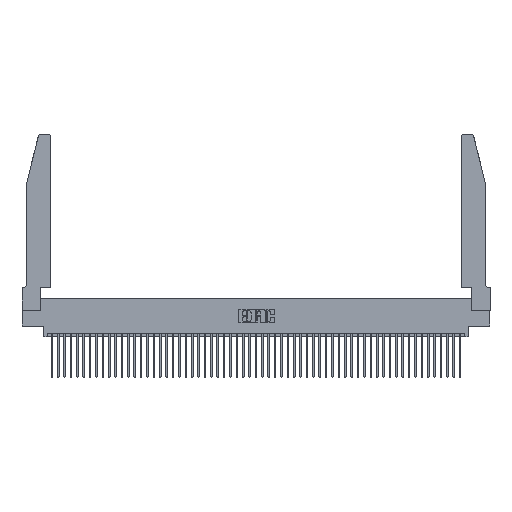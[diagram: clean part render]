
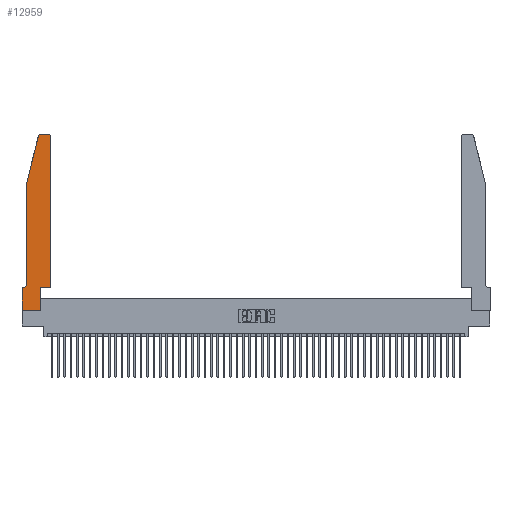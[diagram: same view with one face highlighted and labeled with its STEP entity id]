
A CAD part, top view. The second image highlights one B-rep face of the part: STEP entity #12959.
In plain terms, the highlighted planar face has unit normal (0, 0, 1).
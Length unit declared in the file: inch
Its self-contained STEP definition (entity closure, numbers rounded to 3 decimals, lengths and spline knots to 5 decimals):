
#602 = FACE_OUTER_BOUND ( 'NONE', #784, .T. ) ;
#757 = DIRECTION ( 'NONE',  ( -0.239, -0.971, 0. ) ) ;
#784 = EDGE_LOOP ( 'NONE', ( #8519, #6006, #6665, #30350, #27651, #38056, #41017, #25842, #28797, #6712, #6632, #52001 ) ) ;
#1013 = AXIS2_PLACEMENT_3D ( 'NONE', #45414, #8881, #13522 ) ;
#2117 = VERTEX_POINT ( 'NONE', #20184 ) ;
#4167 = CIRCLE ( 'NONE', #1013, 0.03 ) ;
#4373 = VECTOR ( 'NONE', #757, 39.37008 ) ;
#4460 = CARTESIAN_POINT ( 'NONE',  ( 0., 0.35, 0.37 ) ) ;
#4491 = CARTESIAN_POINT ( 'NONE',  ( 0.4205, 2.72, 0.37 ) ) ;
#4782 = CARTESIAN_POINT ( 'NONE',  ( 0., 0., 0.37 ) ) ;
#5092 = EDGE_CURVE ( 'NONE', #8397, #10573, #15150, .T. ) ;
#5544 = VECTOR ( 'NONE', #35855, 39.37008 ) ;
#6006 = ORIENTED_EDGE ( 'NONE', *, *, #14713, .T. ) ;
#6316 = LINE ( 'NONE', #49863, #34339 ) ;
#6408 = VERTEX_POINT ( 'NONE', #9241 ) ;
#6632 = ORIENTED_EDGE ( 'NONE', *, *, #25810, .T. ) ;
#6665 = ORIENTED_EDGE ( 'NONE', *, *, #13066, .T. ) ;
#6712 = ORIENTED_EDGE ( 'NONE', *, *, #47015, .T. ) ;
#7177 = CARTESIAN_POINT ( 'NONE',  ( 0., 0., 0.37 ) ) ;
#7372 = PLANE ( 'NONE',  #7403 ) ;
#7399 = VERTEX_POINT ( 'NONE', #44058 ) ;
#7403 = AXIS2_PLACEMENT_3D ( 'NONE', #11463, #15914, #44107 ) ;
#7723 = CARTESIAN_POINT ( 'NONE',  ( 0.2865, 0.35, 0.37 ) ) ;
#8397 = VERTEX_POINT ( 'NONE', #37200 ) ;
#8519 = ORIENTED_EDGE ( 'NONE', *, *, #13947, .T. ) ;
#8637 = CARTESIAN_POINT ( 'NONE',  ( 0.4505, 0.35, 0.37 ) ) ;
#8881 = DIRECTION ( 'NONE',  ( 0., 0., 1. ) ) ;
#9241 = CARTESIAN_POINT ( 'NONE',  ( 0.0755, 2., 0.37 ) ) ;
#10573 = VERTEX_POINT ( 'NONE', #4460 ) ;
#11463 = CARTESIAN_POINT ( 'NONE',  ( 0., 0.35, 0.37 ) ) ;
#11778 = CARTESIAN_POINT ( 'NONE',  ( 0.0755, 0.42, 0.37 ) ) ;
#12959 = ADVANCED_FACE ( 'NONE', ( #602 ), #7372, .T. ) ;
#13066 = EDGE_CURVE ( 'NONE', #42427, #6408, #34358, .T. ) ;
#13522 = DIRECTION ( 'NONE',  ( 1., 0., 0. ) ) ;
#13947 = EDGE_CURVE ( 'NONE', #33760, #30344, #51477, .T. ) ;
#14099 = EDGE_CURVE ( 'NONE', #10573, #2117, #38659, .T. ) ;
#14264 = EDGE_CURVE ( 'NONE', #6408, #45677, #28457, .T. ) ;
#14471 = VECTOR ( 'NONE', #49473, 39.37008 ) ;
#14713 = EDGE_CURVE ( 'NONE', #30344, #42427, #4167, .T. ) ;
#15096 = VECTOR ( 'NONE', #43501, 39.37008 ) ;
#15150 = LINE ( 'NONE', #44001, #25995 ) ;
#15629 = AXIS2_PLACEMENT_3D ( 'NONE', #4491, #20929, #17345 ) ;
#15914 = DIRECTION ( 'NONE',  ( 0., 0., 1. ) ) ;
#16460 = CARTESIAN_POINT ( 'NONE',  ( 0.0755, 2., 0.37 ) ) ;
#17345 = DIRECTION ( 'NONE',  ( 1., 0., 0. ) ) ;
#20184 = CARTESIAN_POINT ( 'NONE',  ( 0., 0., 0.37 ) ) ;
#20497 = VERTEX_POINT ( 'NONE', #51469 ) ;
#20929 = DIRECTION ( 'NONE',  ( 0., 0., 1. ) ) ;
#21182 = CARTESIAN_POINT ( 'NONE',  ( 0.284, 2.75, 0.37 ) ) ;
#21621 = VERTEX_POINT ( 'NONE', #32584 ) ;
#22158 = CARTESIAN_POINT ( 'NONE',  ( 0.2865, 0.35, 0.37 ) ) ;
#22815 = CARTESIAN_POINT ( 'NONE',  ( 0.0755, 2., 0.37 ) ) ;
#23243 = CARTESIAN_POINT ( 'NONE',  ( 0.0055, 0.42, 0.37 ) ) ;
#24528 = DIRECTION ( 'NONE',  ( 0., 1., 0. ) ) ;
#25615 = AXIS2_PLACEMENT_3D ( 'NONE', #23243, #51802, #27342 ) ;
#25810 = EDGE_CURVE ( 'NONE', #20497, #21621, #6316, .T. ) ;
#25823 = DIRECTION ( 'NONE',  ( -1., 0., 0. ) ) ;
#25842 = ORIENTED_EDGE ( 'NONE', *, *, #49705, .T. ) ;
#25894 = VECTOR ( 'NONE', #32931, 39.37008 ) ;
#25995 = VECTOR ( 'NONE', #36103, 39.37008 ) ;
#26117 = EDGE_CURVE ( 'NONE', #7399, #45456, #51560, .T. ) ;
#27008 = EDGE_CURVE ( 'NONE', #45677, #8397, #46337, .T. ) ;
#27342 = DIRECTION ( 'NONE',  ( -1., 0., 0. ) ) ;
#27476 = CARTESIAN_POINT ( 'NONE',  ( 0.25487, 2.72718, 0.37 ) ) ;
#27651 = ORIENTED_EDGE ( 'NONE', *, *, #27008, .T. ) ;
#28457 = LINE ( 'NONE', #22815, #15096 ) ;
#28797 = ORIENTED_EDGE ( 'NONE', *, *, #26117, .T. ) ;
#29847 = VECTOR ( 'NONE', #48377, 39.37008 ) ;
#30344 = VERTEX_POINT ( 'NONE', #21182 ) ;
#30350 = ORIENTED_EDGE ( 'NONE', *, *, #14264, .T. ) ;
#32279 = LINE ( 'NONE', #8637, #14471 ) ;
#32584 = CARTESIAN_POINT ( 'NONE',  ( 0.4505, 2.72, 0.37 ) ) ;
#32931 = DIRECTION ( 'NONE',  ( 1., 0., 0. ) ) ;
#33760 = VERTEX_POINT ( 'NONE', #36109 ) ;
#34339 = VECTOR ( 'NONE', #24528, 39.37008 ) ;
#34358 = LINE ( 'NONE', #16460, #4373 ) ;
#35855 = DIRECTION ( 'NONE',  ( 0., -1., 0. ) ) ;
#35986 = EDGE_CURVE ( 'NONE', #21621, #33760, #48109, .T. ) ;
#36103 = DIRECTION ( 'NONE',  ( -1., 0., 0. ) ) ;
#36109 = CARTESIAN_POINT ( 'NONE',  ( 0.4205, 2.75, 0.37 ) ) ;
#36706 = LINE ( 'NONE', #4782, #25894 ) ;
#37200 = CARTESIAN_POINT ( 'NONE',  ( 0.0055, 0.35, 0.37 ) ) ;
#38056 = ORIENTED_EDGE ( 'NONE', *, *, #5092, .T. ) ;
#38659 = LINE ( 'NONE', #7177, #5544 ) ;
#41017 = ORIENTED_EDGE ( 'NONE', *, *, #14099, .T. ) ;
#42427 = VERTEX_POINT ( 'NONE', #27476 ) ;
#43501 = DIRECTION ( 'NONE',  ( 0., -1., 0. ) ) ;
#44001 = CARTESIAN_POINT ( 'NONE',  ( 0.0755, 0.35, 0.37 ) ) ;
#44058 = CARTESIAN_POINT ( 'NONE',  ( 0.2865, 0., 0.37 ) ) ;
#44107 = DIRECTION ( 'NONE',  ( 1., 0., 0. ) ) ;
#45414 = CARTESIAN_POINT ( 'NONE',  ( 0.284, 2.72, 0.37 ) ) ;
#45456 = VERTEX_POINT ( 'NONE', #22158 ) ;
#45677 = VERTEX_POINT ( 'NONE', #11778 ) ;
#46337 = CIRCLE ( 'NONE', #25615, 0.07 ) ;
#46404 = VECTOR ( 'NONE', #25823, 39.37008 ) ;
#46495 = CARTESIAN_POINT ( 'NONE',  ( 0.2605, 2.75, 0.37 ) ) ;
#47015 = EDGE_CURVE ( 'NONE', #45456, #20497, #32279, .T. ) ;
#48109 = CIRCLE ( 'NONE', #15629, 0.03 ) ;
#48377 = DIRECTION ( 'NONE',  ( 0., 1., 0. ) ) ;
#49473 = DIRECTION ( 'NONE',  ( 1., 0., 0. ) ) ;
#49705 = EDGE_CURVE ( 'NONE', #2117, #7399, #36706, .T. ) ;
#49863 = CARTESIAN_POINT ( 'NONE',  ( 0.4505, 0.35, 0.37 ) ) ;
#51469 = CARTESIAN_POINT ( 'NONE',  ( 0.4505, 0.35, 0.37 ) ) ;
#51477 = LINE ( 'NONE', #46495, #46404 ) ;
#51560 = LINE ( 'NONE', #7723, #29847 ) ;
#51802 = DIRECTION ( 'NONE',  ( 0., 0., -1. ) ) ;
#52001 = ORIENTED_EDGE ( 'NONE', *, *, #35986, .T. ) ;
